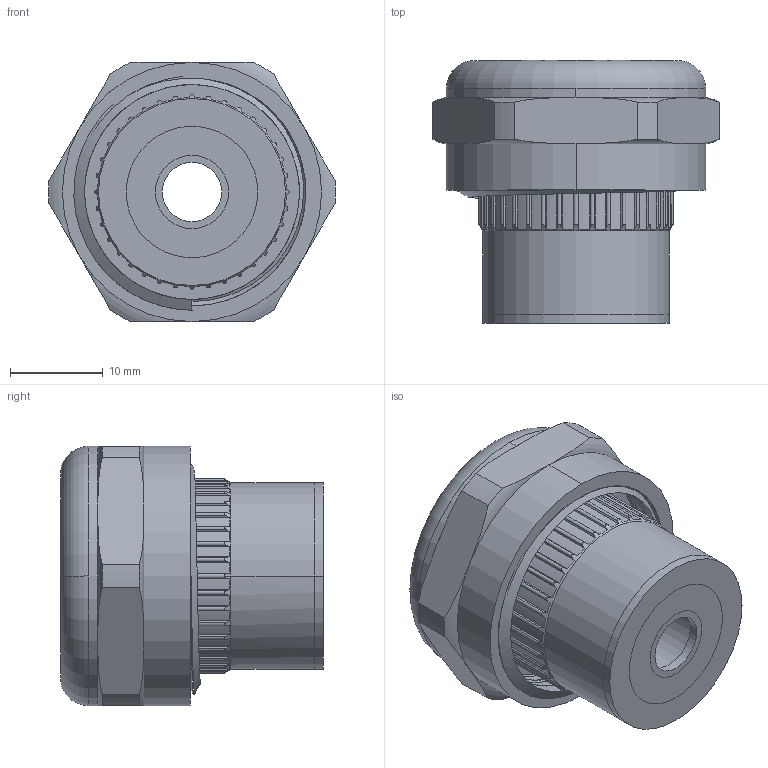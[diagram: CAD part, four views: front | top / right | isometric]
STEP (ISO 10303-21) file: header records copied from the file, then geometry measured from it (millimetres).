
FILE_DESCRIPTION((''),'2;1');
FILE_NAME('111','2020-10-10T',('f.li'),(''),'PRO/ENGINEER BY PARAMETRIC TECHNOLOGY CORPORATION, 2012480','PRO/ENGINEER BY PARAMETRIC TECHNOLOGY CORPORATION, 2012480','');
FILE_SCHEMA(('CONFIG_CONTROL_DESIGN'));
Length unit declared in the file: millimetre
Products named in the file (1): 111
Bounding box: 30.99 x 28.39 x 28 mm (x, y, z)
Surface area: 9951 mm2 (no closed solid volume)
Topology: 0 solids, 5 shells, 245 faces, 806 edges, 538 vertices
Faces by surface type: cylinder 125, plane 91, torus 22, cone 5, bspline 2
Entity records: 12280 total; most frequent: CARTESIAN_POINT 5659, ORIENTED_EDGE 1398, DIRECTION 1239, EDGE_CURVE 806, VERTEX_POINT 538, AXIS2_PLACEMENT_3D 459, VECTOR 321, LINE 321
